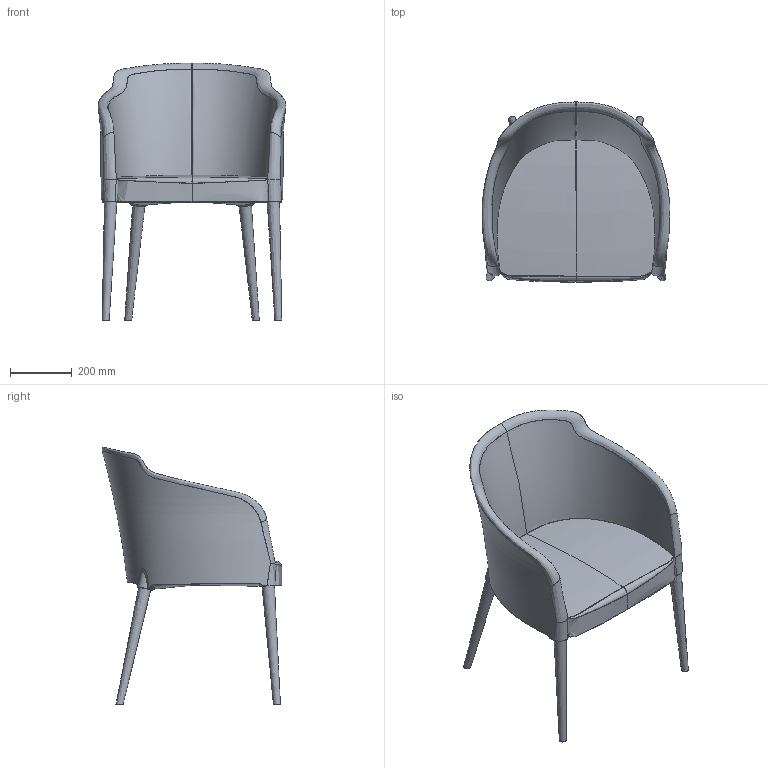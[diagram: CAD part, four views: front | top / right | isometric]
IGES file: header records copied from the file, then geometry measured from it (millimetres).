
Global section: file name: 68HBRIGIDA PER RENDERING.igs; native system: Rhinoceros ( Mar  9 2011 ); preprocessor: Trout Lake IGES 012 Mar  9 2011; date: 110428.083654; units: millimetre
Bounding box: 607.55 x 582.31 x 833.06 mm (x, y, z)
Surface area: 1550941.6 mm2 (no closed solid volume)
Topology: 0 solids, 0 shells, 60 faces, 4197 edges, 4186 vertices
Faces by surface type: bspline 60
